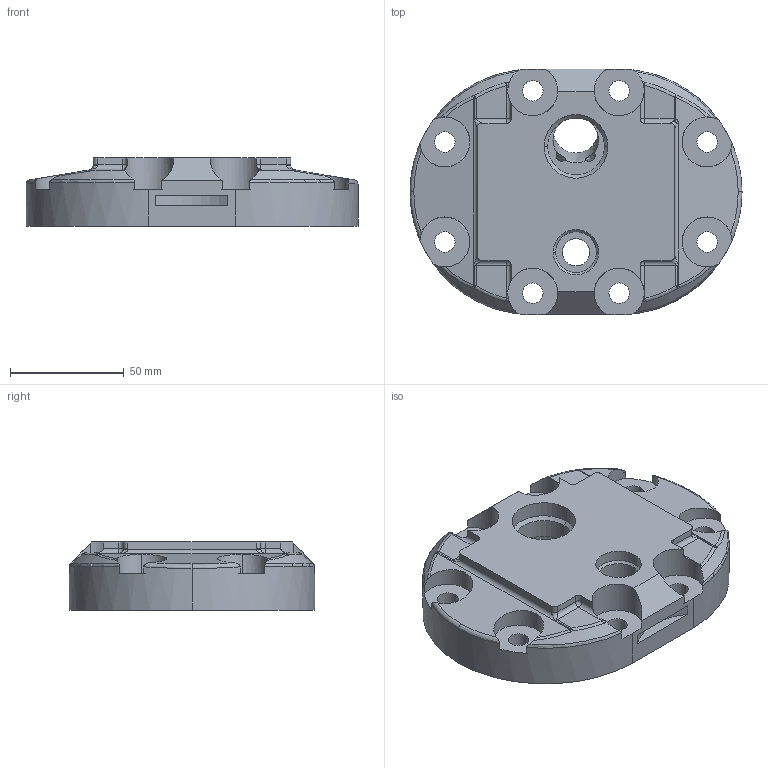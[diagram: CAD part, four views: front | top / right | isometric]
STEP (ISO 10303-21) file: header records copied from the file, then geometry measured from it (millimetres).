
FILE_DESCRIPTION (( 'STEP AP214' ), '1' );
FILE_NAME ('署赅 磬耦襦.35.STEP', '2017-12-18T22:12:35', ( '' ), ( '' ), 'SwSTEP 2.0', 'SolidWorks 2016', '' );
FILE_SCHEMA (( 'AUTOMOTIVE_DESIGN' ));
Length unit declared in the file: millimetre
Products named in the file (1): 署赅 磬耦襦.35
Bounding box: 146 x 108 x 30 mm (x, y, z)
Volume: 290760.2 mm3; surface area: 48296.1 mm2
Topology: 1 solids, 1 shells, 208 faces, 538 edges, 338 vertices
Faces by surface type: cylinder 106, plane 46, bspline 28, torus 12, cone 8, sphere 8
Entity records: 7519 total; most frequent: CARTESIAN_POINT 2540, ORIENTED_EDGE 1068, DIRECTION 1023, EDGE_CURVE 534, AXIS2_PLACEMENT_3D 423, VERTEX_POINT 338, CIRCLE 242, EDGE_LOOP 242
